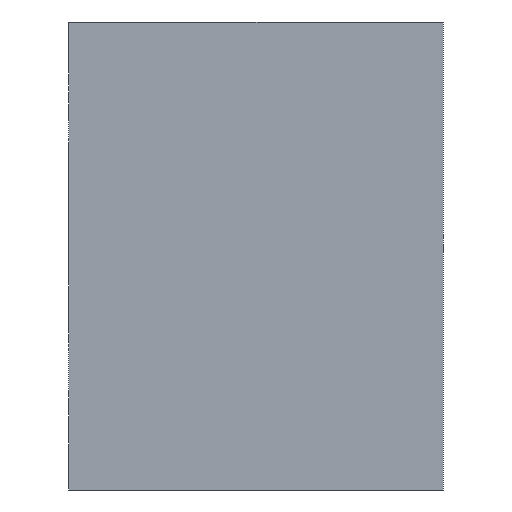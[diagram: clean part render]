
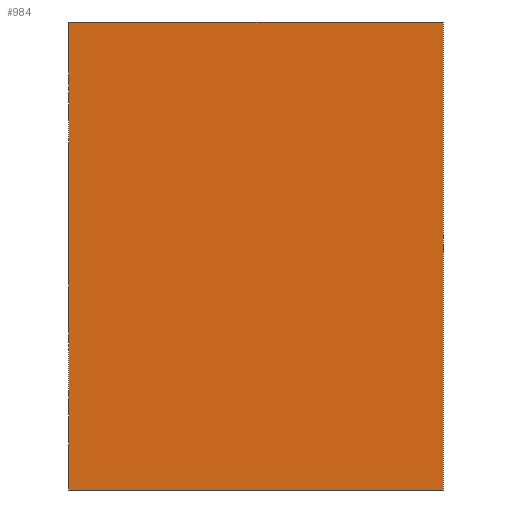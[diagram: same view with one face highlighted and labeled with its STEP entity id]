
A CAD part, left-side view. The second image highlights one B-rep face of the part: STEP entity #984.
In plain terms, the highlighted planar face has unit normal (-1, 0, 0).
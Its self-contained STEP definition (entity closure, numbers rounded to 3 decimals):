
#598=CARTESIAN_POINT('POINT54',(-110.,-80.,0.));
#599=VERTEX_POINT('VERTEX54',#598);
#614=CARTESIAN_POINT('POINT56',(-110.,-80.,100.));
#615=VERTEX_POINT('VERTEX56',#614);
#622=CARTESIAN_POINT('POS54',(-110.,-80.,0.));
#623=DIRECTION('DIR80',(0.,0.,-1.));
#624=VECTOR('VEC28',#623,1.);
#625=LINE('STRAIGHT28',#622,#624);
#626=EDGE_CURVE('EDGE74',#615,#599,#625,.T.);
#935=CARTESIAN_POINT('POINT78',(-110.,0.,100.));
#936=VERTEX_POINT('VERTEX78',#935);
#943=CARTESIAN_POINT('POS85',(-110.,0.,100.));
#944=DIRECTION('DIR123',(0.,1.,0.));
#945=VECTOR('VEC47',#944,1.);
#946=LINE('STRAIGHT47',#943,#945);
#947=EDGE_CURVE('EDGE108',#615,#936,#946,.T.);
#961=CARTESIAN_POINT('POINT79',(-110.,0.,0.));
#962=VERTEX_POINT('VERTEX79',#961);
#963=CARTESIAN_POINT('POS87',(-110.,0.,0.));
#964=DIRECTION('DIR126',(0.,1.,0.));
#965=VECTOR('VEC48',#964,1.);
#966=LINE('STRAIGHT48',#963,#965);
#967=EDGE_CURVE('EDGE109',#599,#962,#966,.T.);
#968=ORIENTED_EDGE('COEDGE194',*,*,#967,.F.);
#969=ORIENTED_EDGE('COEDGE195',*,*,#626,.F.);
#970=ORIENTED_EDGE('COEDGE196',*,*,#947,.T.);
#971=CARTESIAN_POINT('POS88',(-110.,0.,0.));
#972=DIRECTION('DIR127',(0.,0.,-1.));
#973=VECTOR('VEC49',#972,1.);
#974=LINE('STRAIGHT49',#971,#973);
#975=EDGE_CURVE('EDGE110',#936,#962,#974,.T.);
#976=ORIENTED_EDGE('COEDGE197',*,*,#975,.T.);
#977=EDGE_LOOP('NONE',(#968,#969,#970,#976));
#978=FACE_BOUND('LOOP1',#977,.T.);
#979=CARTESIAN_POINT('POS89',(-110.,0.,0.));
#980=DIRECTION('DIR128',(-1.,0.,0.));
#981=DIRECTION('DIR129',(0.,1.,0.));
#982=AXIS2_PLACEMENT_3D('AXIS40',#979,#980,#981);
#983=PLANE('PLANE7',#982);
#984=ADVANCED_FACE('FACE39',(#978),#983,.T.);
